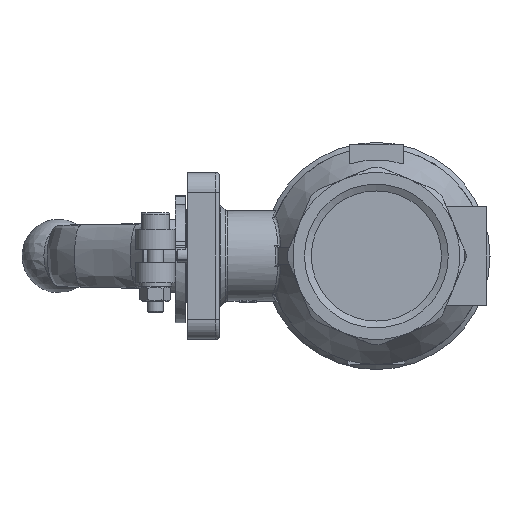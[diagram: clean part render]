
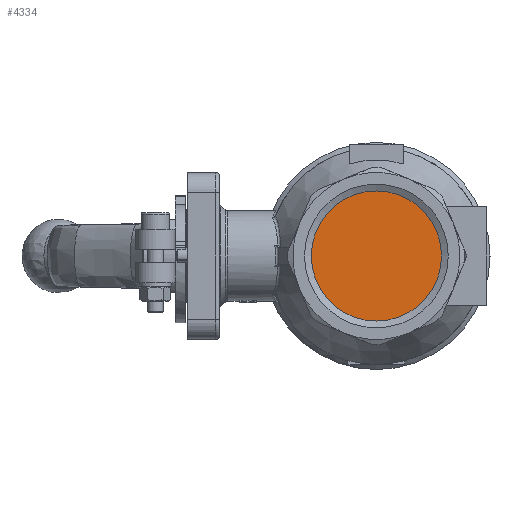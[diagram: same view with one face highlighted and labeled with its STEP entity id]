
A CAD part, left-side view. The second image highlights one B-rep face of the part: STEP entity #4334.
In plain terms, the highlighted planar face has unit normal (-1, 0, 0).
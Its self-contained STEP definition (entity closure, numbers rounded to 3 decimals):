
#1288 = CARTESIAN_POINT ( 'NONE',  ( -30., -19.476, 0. ) ) ;
#1903 = CIRCLE ( 'NONE', #3204, 19.476 ) ;
#3138 = CARTESIAN_POINT ( 'NONE',  ( -30., -17.738, 0. ) ) ;
#3204 = AXIS2_PLACEMENT_3D ( 'NONE', #11846, #17909, #19545 ) ;
#4334 = ADVANCED_FACE ( 'NONE', ( #17144 ), #15875, .F. ) ;
#11188 = DIRECTION ( 'NONE',  ( 0., 1., 0. ) ) ;
#11318 = AXIS2_PLACEMENT_3D ( 'NONE', #3138, #17352, #11188 ) ;
#11846 = CARTESIAN_POINT ( 'NONE',  ( -30., 0., 0. ) ) ;
#12084 = VERTEX_POINT ( 'NONE', #1288 ) ;
#14410 = EDGE_CURVE ( 'NONE', #12084, #12084, #1903, .T. ) ;
#15358 = ORIENTED_EDGE ( 'NONE', *, *, #14410, .F. ) ;
#15689 = EDGE_LOOP ( 'NONE', ( #15358 ) ) ;
#15875 = PLANE ( 'NONE',  #11318 ) ;
#17144 = FACE_OUTER_BOUND ( 'NONE', #15689, .T. ) ;
#17352 = DIRECTION ( 'NONE',  ( 1., 0., 0. ) ) ;
#17909 = DIRECTION ( 'NONE',  ( 1., 0., 0. ) ) ;
#19545 = DIRECTION ( 'NONE',  ( 0., -1., 0. ) ) ;
